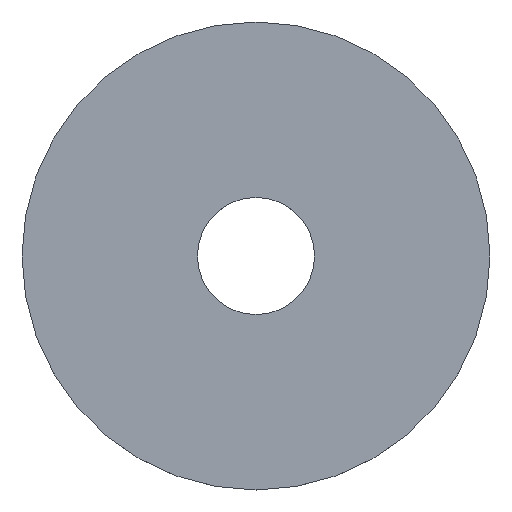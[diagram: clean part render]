
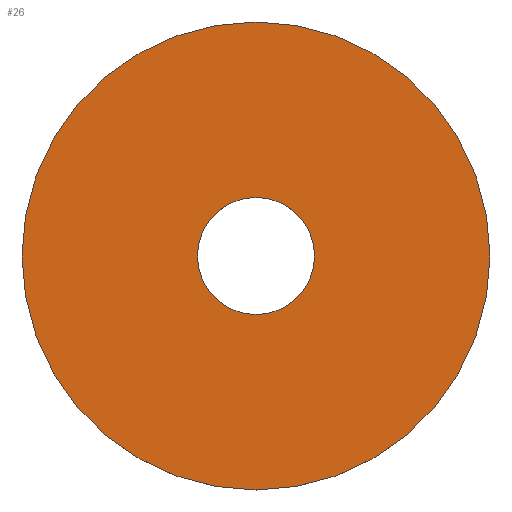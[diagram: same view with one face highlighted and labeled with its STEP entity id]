
A CAD part, top view. The second image highlights one B-rep face of the part: STEP entity #26.
In plain terms, the highlighted planar face has unit normal (0, 0, 1).
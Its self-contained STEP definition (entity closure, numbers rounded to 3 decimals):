
#5 = DIRECTION ( 'NONE',  ( 0., 1., 0. ) ) ;
#6 = FACE_BOUND ( 'NONE', #41, .T. ) ;
#17 = AXIS2_PLACEMENT_3D ( 'NONE', #59, #45, #46 ) ;
#25 = DIRECTION ( 'NONE',  ( 0., 0., -1. ) ) ;
#26 = ADVANCED_FACE ( 'NONE', ( #6, #63 ), #32, .T. ) ;
#32 = PLANE ( 'NONE',  #17 ) ;
#36 = DIRECTION ( 'NONE',  ( 0., 0., -1. ) ) ;
#39 = EDGE_CURVE ( 'NONE', #48, #48, #93, .T. ) ;
#41 = EDGE_LOOP ( 'NONE', ( #61 ) ) ;
#42 = AXIS2_PLACEMENT_3D ( 'NONE', #105, #36, #5 ) ;
#45 = DIRECTION ( 'NONE',  ( 0., 0., 1. ) ) ;
#46 = DIRECTION ( 'NONE',  ( 0., -1., 0. ) ) ;
#48 = VERTEX_POINT ( 'NONE', #99 ) ;
#56 = EDGE_CURVE ( 'NONE', #83, #83, #141, .T. ) ;
#59 = CARTESIAN_POINT ( 'NONE',  ( 0., 2.5, 0.5 ) ) ;
#61 = ORIENTED_EDGE ( 'NONE', *, *, #39, .T. ) ;
#63 = FACE_OUTER_BOUND ( 'NONE', #98, .T. ) ;
#83 = VERTEX_POINT ( 'NONE', #146 ) ;
#84 = DIRECTION ( 'NONE',  ( 0., 1., 0. ) ) ;
#93 = CIRCLE ( 'NONE', #42, 2.5 ) ;
#98 = EDGE_LOOP ( 'NONE', ( #134 ) ) ;
#99 = CARTESIAN_POINT ( 'NONE',  ( 0., 2.5, 0.5 ) ) ;
#105 = CARTESIAN_POINT ( 'NONE',  ( 0., 0., 0.5 ) ) ;
#114 = AXIS2_PLACEMENT_3D ( 'NONE', #138, #25, #84 ) ;
#134 = ORIENTED_EDGE ( 'NONE', *, *, #56, .F. ) ;
#138 = CARTESIAN_POINT ( 'NONE',  ( 0., 0., 0.5 ) ) ;
#141 = CIRCLE ( 'NONE', #114, 10. ) ;
#146 = CARTESIAN_POINT ( 'NONE',  ( 0., 10., 0.5 ) ) ;
